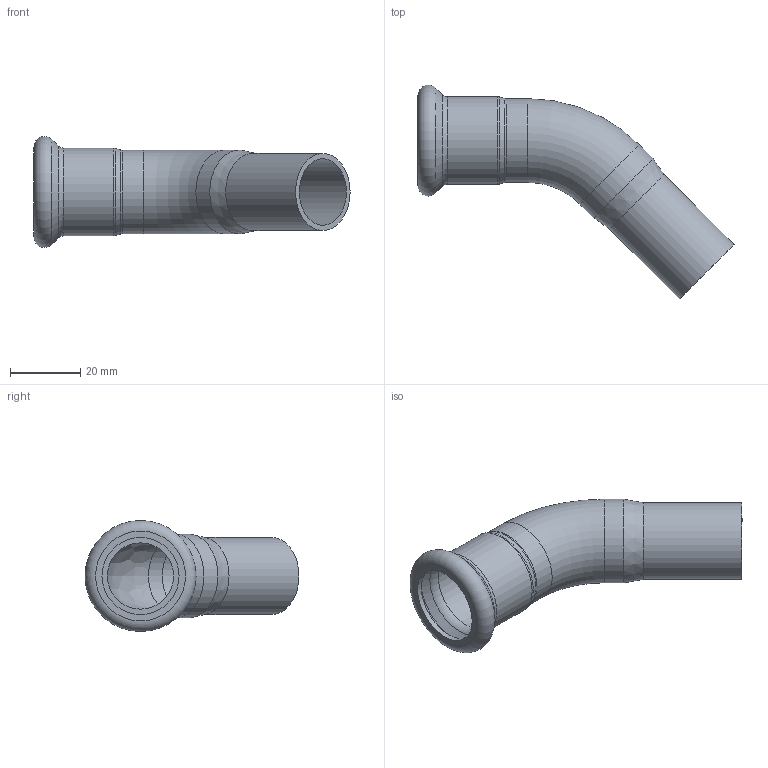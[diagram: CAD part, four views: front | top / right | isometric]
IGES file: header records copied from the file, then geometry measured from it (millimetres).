
Global section: file name: No Iges File Name specified; native system: Autodesk Inventor 2012; preprocessor: AutoDesk Inventor Iges Exporter R2012; author: aporro; date: 20130605.142410; units: millimetre
Bounding box: 90.29 x 61.1 x 31.7 mm (x, y, z)
Volume: 10797.2 mm3; surface area: 14548.2 mm2
Topology: 1 solids, 1 shells, 28 faces, 55 edges, 32 vertices
Faces by surface type: revolution 12, plane 5, cylinder 4, torus 4, cone 3
Full cylindrical faces by diameter (mm): 22 x1, 23.928 x2, 25 x1
